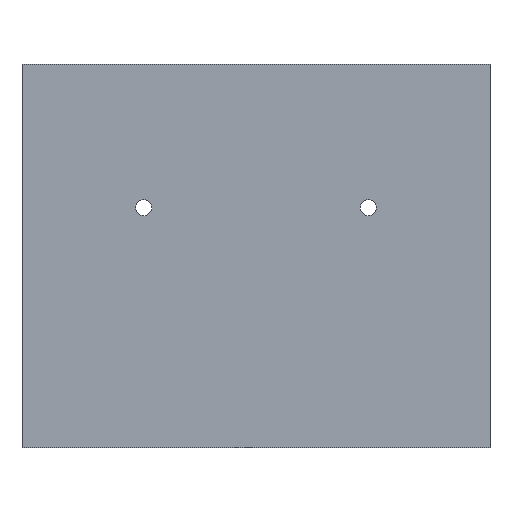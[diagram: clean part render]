
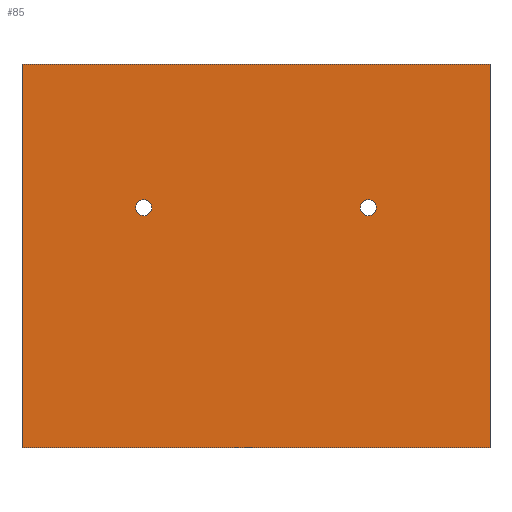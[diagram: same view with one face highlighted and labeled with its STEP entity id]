
A CAD part, front view. The second image highlights one B-rep face of the part: STEP entity #85.
In plain terms, the highlighted planar face has unit normal (0, -1, 0).
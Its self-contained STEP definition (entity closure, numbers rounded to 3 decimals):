
#85=ADVANCED_FACE('',(#118,#119,#120),#121,.F.);
#118=FACE_BOUND('',#154,.T.);
#119=FACE_BOUND('',#155,.T.);
#120=FACE_OUTER_BOUND('',#156,.T.);
#121=PLANE('',#157);
#154=EDGE_LOOP('',(#232));
#155=EDGE_LOOP('',(#233));
#156=EDGE_LOOP('',(#234,#235,#236,#237));
#157=AXIS2_PLACEMENT_3D('',#238,#239,#240);
#232=ORIENTED_EDGE('',*,*,#250,.T.);
#233=ORIENTED_EDGE('',*,*,#252,.T.);
#234=ORIENTED_EDGE('',*,*,#264,.T.);
#235=ORIENTED_EDGE('',*,*,#261,.T.);
#236=ORIENTED_EDGE('',*,*,#267,.F.);
#237=ORIENTED_EDGE('',*,*,#272,.F.);
#238=CARTESIAN_POINT('',(0.0,-25.0,5.5));
#239=DIRECTION('',(0.0,1.0,0.0));
#240=DIRECTION('',(0.0,0.0,1.0));
#250=EDGE_CURVE('',#278,#278,#279,.T.);
#252=EDGE_CURVE('',#282,#282,#283,.T.);
#261=EDGE_CURVE('',#300,#298,#301,.T.);
#264=EDGE_CURVE('',#305,#300,#306,.T.);
#267=EDGE_CURVE('',#310,#298,#311,.T.);
#272=EDGE_CURVE('',#305,#310,#318,.T.);
#278=VERTEX_POINT('',#324);
#279=CIRCLE('',#325,0.85);
#282=VERTEX_POINT('',#328);
#283=CIRCLE('',#329,0.85);
#298=VERTEX_POINT('',#348);
#300=VERTEX_POINT('',#351);
#301=LINE('',#352,#353);
#305=VERTEX_POINT('',#359);
#306=LINE('',#360,#361);
#310=VERTEX_POINT('',#367);
#311=LINE('',#368,#369);
#318=LINE('',#380,#381);
#324=CARTESIAN_POINT('',(-12.85,-25.0,-7.34));
#325=AXIS2_PLACEMENT_3D('',#390,#391,#392);
#328=CARTESIAN_POINT('',(11.15,-25.0,-7.34));
#329=AXIS2_PLACEMENT_3D('',#396,#397,#398);
#348=CARTESIAN_POINT('',(25.0,-25.0,-33.0));
#351=CARTESIAN_POINT('',(-25.0,-25.0,-33.0));
#352=CARTESIAN_POINT('',(0.0,-25.0,-33.0));
#353=VECTOR('',#413,1.0);
#359=CARTESIAN_POINT('',(-25.0,-25.0,8.0));
#360=CARTESIAN_POINT('',(-25.0,-25.0,-13.0));
#361=VECTOR('',#416,1.0);
#367=CARTESIAN_POINT('',(25.0,-25.0,8.0));
#368=CARTESIAN_POINT('',(25.0,-25.0,5.5));
#369=VECTOR('',#419,1.0);
#380=CARTESIAN_POINT('',(0.0,-25.0,8.0));
#381=VECTOR('',#424,1.0);
#390=CARTESIAN_POINT('',(-12.0,-25.0,-7.34));
#391=DIRECTION('',(-0.0,1.0,0.0));
#392=DIRECTION('',(1.0,0.0,0.0));
#396=CARTESIAN_POINT('',(12.0,-25.0,-7.34));
#397=DIRECTION('',(-0.0,1.0,0.0));
#398=DIRECTION('',(1.0,0.0,0.0));
#413=DIRECTION('',(1.0,0.0,0.0));
#416=DIRECTION('',(0.0,0.0,-1.0));
#419=DIRECTION('',(0.0,0.0,-1.0));
#424=DIRECTION('',(1.0,0.0,0.0));
